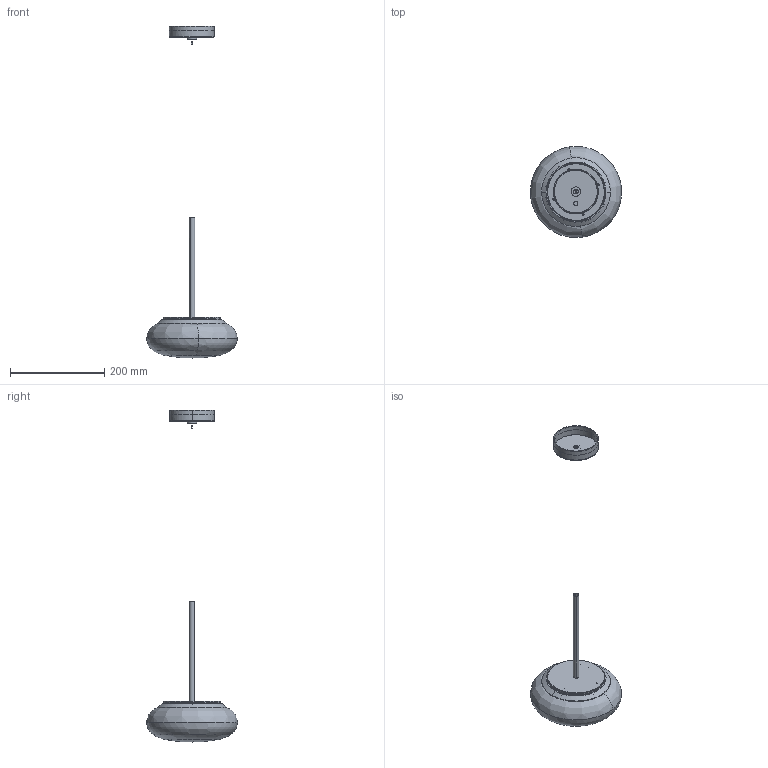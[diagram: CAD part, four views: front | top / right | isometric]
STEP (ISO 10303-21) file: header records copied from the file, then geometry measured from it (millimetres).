
FILE_DESCRIPTION(/* description */ (''),/* implementation_level */ '2;1');
FILE_NAME(/* name */ 'ITKA SOSPENSIONE 20',/* time_stamp */ '2012-11-05T10:58:26+01:00',/* author */ (''),/* organization */ (''),/* preprocessor_version */ 'ST-DEVELOPER v10',/* originating_system */ '',/* authorisation */ '');
FILE_SCHEMA (('CONFIG_CONTROL_DESIGN'));
Length unit declared in the file: millimetre
Products named in the file (4): 1; 2; 3; 4
Bounding box: 192.98 x 193.18 x 703.09 mm (x, y, z)
Volume: 423532.3 mm3; surface area: 271254.7 mm2
Topology: 4 solids, 40 shells, 237 faces, 622 edges, 438 vertices
Faces by surface type: bspline 237
Entity records: 10593 total; most frequent: CARTESIAN_POINT 6852, ORIENTED_EDGE 1158, EDGE_CURVE 616, VERTEX_POINT 437, B_SPLINE_CURVE_WITH_KNOTS 291, EDGE_LOOP 266, ADVANCED_FACE 229, FACE_OUTER_BOUND 229
